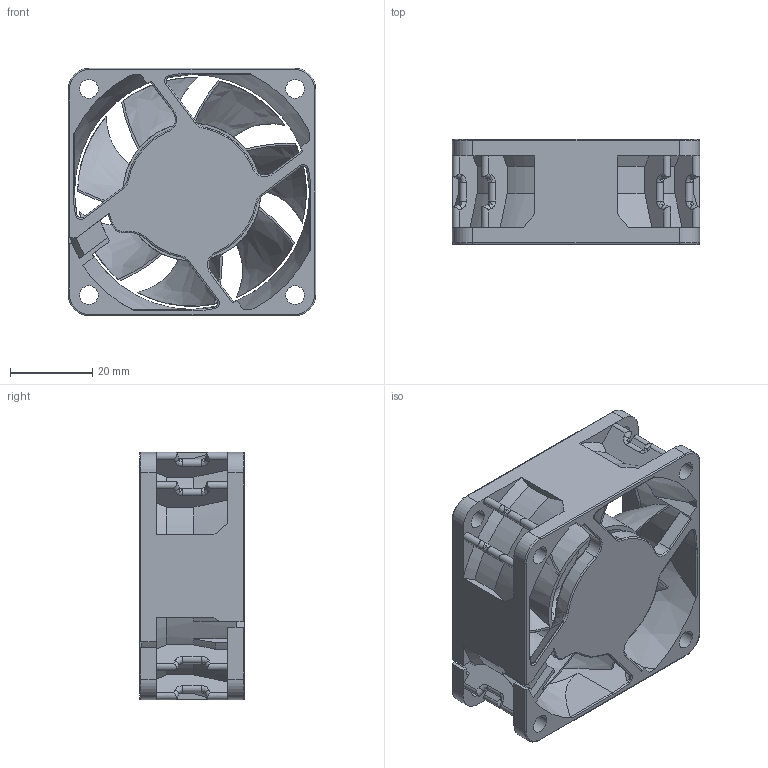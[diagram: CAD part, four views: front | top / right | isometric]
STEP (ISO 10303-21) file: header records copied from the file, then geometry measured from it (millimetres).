
FILE_DESCRIPTION((''),'2;1');
FILE_NAME('FRAME','2013-11-15T',('DINGGUO.XU'),(''),'PRO/ENGINEER BY PARAMETRIC TECHNOLOGY CORPORATION, 2012480','PRO/ENGINEER BY PARAMETRIC TECHNOLOGY CORPORATION, 2012480','');
FILE_SCHEMA(('CONFIG_CONTROL_DESIGN'));
Length unit declared in the file: millimetre
Products named in the file (1): FRAME
Bounding box: 60 x 25.4 x 60 mm (x, y, z)
Volume: 21175.9 mm3; surface area: 25635.2 mm2
Topology: 2 solids, 2 shells, 445 faces, 1229 edges, 784 vertices
Faces by surface type: cylinder 183, plane 98, bspline 70, torus 49, cone 45
Entity records: 23416 total; most frequent: CARTESIAN_POINT 12578, ORIENTED_EDGE 2458, DIRECTION 2024, EDGE_CURVE 1229, AXIS2_PLACEMENT_3D 812, VERTEX_POINT 784, EDGE_LOOP 489, FACE_OUTER_BOUND 445
